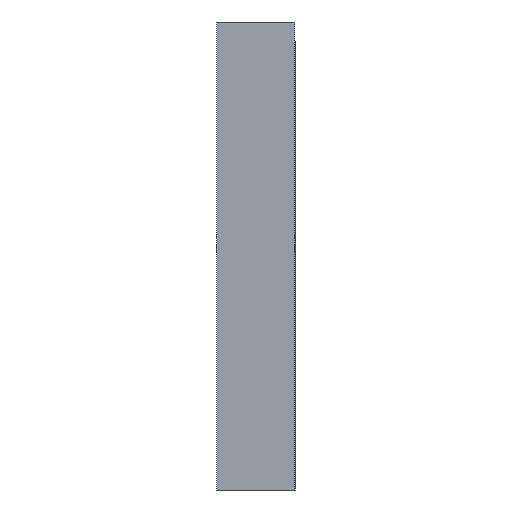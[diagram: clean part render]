
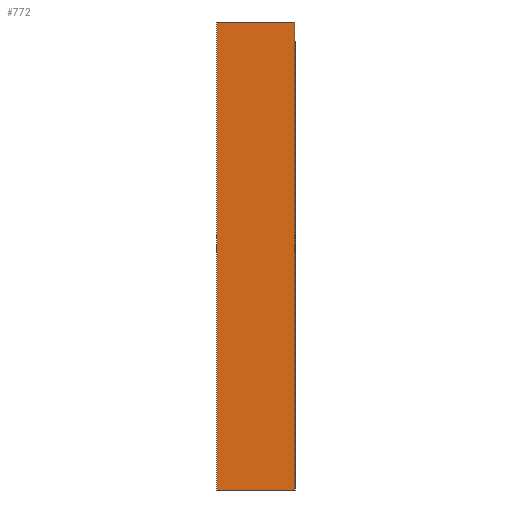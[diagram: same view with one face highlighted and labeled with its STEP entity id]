
A CAD part, left-side view. The second image highlights one B-rep face of the part: STEP entity #772.
In plain terms, the highlighted planar face has unit normal (-1, 0, 0).
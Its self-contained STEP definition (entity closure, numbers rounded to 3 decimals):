
#54=FACE_OUTER_BOUND('',#94,.T.);
#94=EDGE_LOOP('',(#689,#690,#691,#692));
#124=LINE('',#1077,#230);
#149=LINE('',#1127,#255);
#189=LINE('',#1205,#295);
#199=LINE('',#1226,#305);
#230=VECTOR('',#870,10.);
#255=VECTOR('',#909,10.);
#295=VECTOR('',#983,10.);
#305=VECTOR('',#1009,10.);
#331=VERTEX_POINT('',#1074);
#332=VERTEX_POINT('',#1076);
#349=VERTEX_POINT('',#1124);
#350=VERTEX_POINT('',#1126);
#404=EDGE_CURVE('',#332,#331,#124,.T.);
#429=EDGE_CURVE('',#349,#350,#149,.T.);
#469=EDGE_CURVE('',#331,#350,#189,.T.);
#479=EDGE_CURVE('',#332,#349,#199,.T.);
#689=ORIENTED_EDGE('',*,*,#404,.T.);
#690=ORIENTED_EDGE('',*,*,#469,.T.);
#691=ORIENTED_EDGE('',*,*,#429,.F.);
#692=ORIENTED_EDGE('',*,*,#479,.F.);
#732=PLANE('',#826);
#772=ADVANCED_FACE('',(#54),#732,.T.);
#826=AXIS2_PLACEMENT_3D('',#1229,#1013,#1014);
#870=DIRECTION('',(0.,-1.,0.));
#909=DIRECTION('',(0.,-1.,0.));
#983=DIRECTION('',(0.,0.,1.));
#1009=DIRECTION('',(0.,0.,1.));
#1013=DIRECTION('center_axis',(-1.,0.,0.));
#1014=DIRECTION('ref_axis',(0.,-1.,0.));
#1074=CARTESIAN_POINT('',(0.,-5.5,0.));
#1076=CARTESIAN_POINT('',(0.,0.,0.));
#1077=CARTESIAN_POINT('',(0.,0.,0.));
#1124=CARTESIAN_POINT('',(0.,0.,33.));
#1126=CARTESIAN_POINT('',(0.,-5.5,33.));
#1127=CARTESIAN_POINT('',(0.,0.,33.));
#1205=CARTESIAN_POINT('',(0.,-5.5,0.));
#1226=CARTESIAN_POINT('',(0.,0.,0.));
#1229=CARTESIAN_POINT('Origin',(0.,0.,0.));
